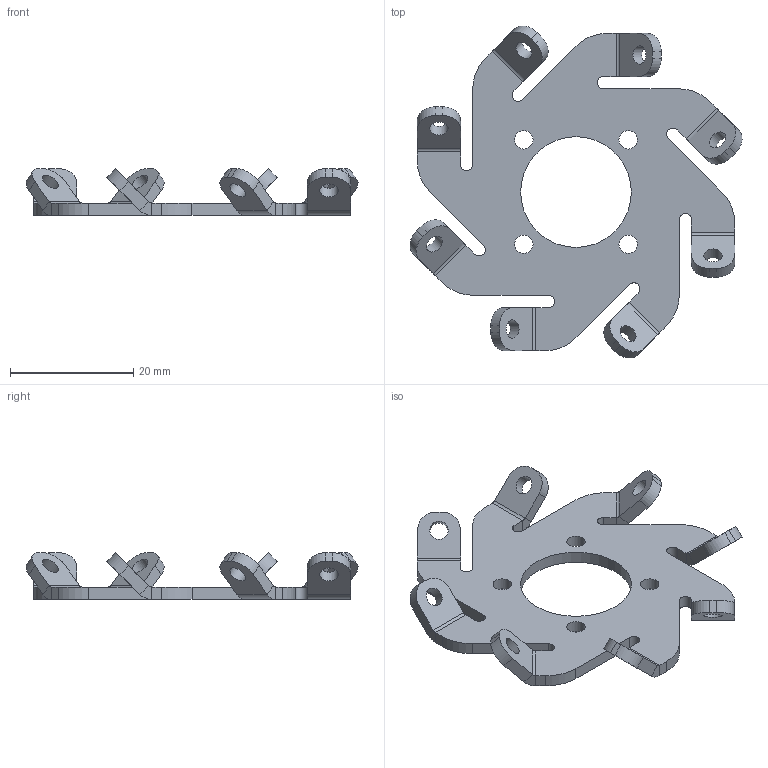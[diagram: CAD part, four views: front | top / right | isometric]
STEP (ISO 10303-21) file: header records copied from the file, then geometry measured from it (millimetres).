
FILE_DESCRIPTION (( 'STEP AP214' ), '1' );
FILE_NAME ('Part1. Frame.STEP', '2025-03-11T16:33:24', ( '' ), ( '' ), 'SwSTEP 2.0', 'SolidWorks 2025', '' );
FILE_SCHEMA (( 'AUTOMOTIVE_DESIGN' ));
Length unit declared in the file: millimetre
Products named in the file (1): Part1. Frame
Bounding box: 53.98 x 53.98 x 7.58 mm (x, y, z)
Volume: 3316 mm3; surface area: 4405.6 mm2
Topology: 1 solids, 1 shells, 143 faces, 359 edges, 218 vertices
Faces by surface type: plane 82, cylinder 61
Full cylindrical faces by diameter (mm): 3 x12, 18 x1
Entity records: 4233 total; most frequent: DIRECTION 756, CARTESIAN_POINT 708, ORIENTED_EDGE 692, EDGE_CURVE 346, AXIS2_PLACEMENT_3D 266, VECTOR 224, LINE 224, VERTEX_POINT 218
